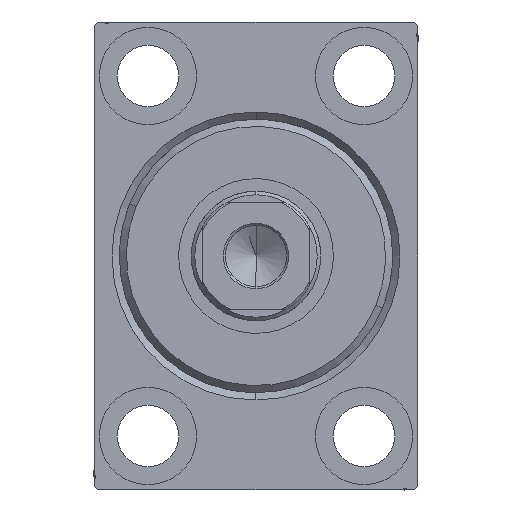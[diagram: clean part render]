
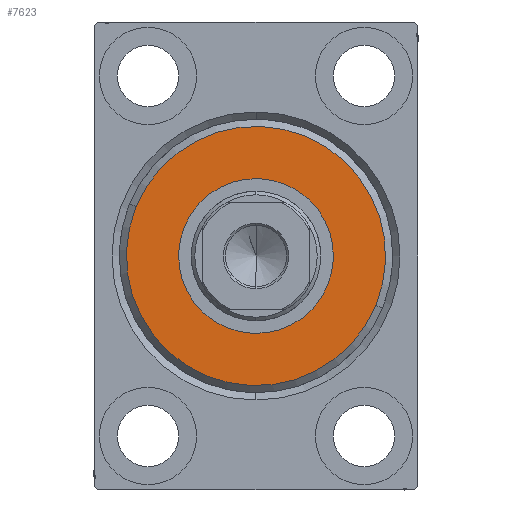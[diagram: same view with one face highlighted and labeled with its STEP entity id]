
A CAD part, left-side view. The second image highlights one B-rep face of the part: STEP entity #7623.
In plain terms, the highlighted face is planar.
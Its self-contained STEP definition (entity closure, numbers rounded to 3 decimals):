
#3835 = DIRECTION ( 'NONE',  ( -1., 0., 0. ) ) ;
#4438 = DIRECTION ( 'NONE',  ( 1., 0., 0. ) ) ;
#4803 = CIRCLE ( 'NONE', #13425, 18. ) ;
#5684 = CARTESIAN_POINT ( 'NONE',  ( 3., 0., 18. ) ) ;
#7575 = CARTESIAN_POINT ( 'NONE',  ( 3., 0., 0. ) ) ;
#7623 = ADVANCED_FACE ( 'NONE', ( #10900, #17840 ), #24572, .T. ) ;
#7946 = AXIS2_PLACEMENT_3D ( 'NONE', #7575, #4438, #21923 ) ;
#8288 = DIRECTION ( 'NONE',  ( -1., 0., 0. ) ) ;
#9050 = EDGE_LOOP ( 'NONE', ( #24534, #14097 ) ) ;
#9862 = ORIENTED_EDGE ( 'NONE', *, *, #26624, .T. ) ;
#10679 = CARTESIAN_POINT ( 'NONE',  ( 3., 0., 0. ) ) ;
#10900 = FACE_OUTER_BOUND ( 'NONE', #9050, .T. ) ;
#13425 = AXIS2_PLACEMENT_3D ( 'NONE', #17627, #43916, #20798 ) ;
#13510 = CIRCLE ( 'NONE', #24260, 10.75 ) ;
#13975 = VERTEX_POINT ( 'NONE', #39119 ) ;
#14097 = ORIENTED_EDGE ( 'NONE', *, *, #27779, .T. ) ;
#14745 = AXIS2_PLACEMENT_3D ( 'NONE', #10679, #31529, #21002 ) ;
#15267 = VERTEX_POINT ( 'NONE', #39900 ) ;
#17243 = AXIS2_PLACEMENT_3D ( 'NONE', #27165, #3835, #20454 ) ;
#17627 = CARTESIAN_POINT ( 'NONE',  ( 3., 0., 0. ) ) ;
#17840 = FACE_BOUND ( 'NONE', #21130, .T. ) ;
#18863 = CARTESIAN_POINT ( 'NONE',  ( 3., 0., -10.75 ) ) ;
#19505 = EDGE_CURVE ( 'NONE', #13975, #39988, #13510, .T. ) ;
#20454 = DIRECTION ( 'NONE',  ( 0., 0., -1. ) ) ;
#20798 = DIRECTION ( 'NONE',  ( 0., 0., -1. ) ) ;
#21002 = DIRECTION ( 'NONE',  ( 0., 0., -1. ) ) ;
#21130 = EDGE_LOOP ( 'NONE', ( #36136, #9862 ) ) ;
#21923 = DIRECTION ( 'NONE',  ( 0., 0., -1. ) ) ;
#24260 = AXIS2_PLACEMENT_3D ( 'NONE', #39018, #8288, #34554 ) ;
#24534 = ORIENTED_EDGE ( 'NONE', *, *, #42472, .T. ) ;
#24572 = PLANE ( 'NONE',  #14745 ) ;
#26624 = EDGE_CURVE ( 'NONE', #39988, #13975, #30857, .T. ) ;
#27165 = CARTESIAN_POINT ( 'NONE',  ( 3., 0., 0. ) ) ;
#27267 = CIRCLE ( 'NONE', #7946, 18. ) ;
#27779 = EDGE_CURVE ( 'NONE', #15267, #44074, #4803, .T. ) ;
#30857 = CIRCLE ( 'NONE', #17243, 10.75 ) ;
#31529 = DIRECTION ( 'NONE',  ( 1., 0., 0. ) ) ;
#34554 = DIRECTION ( 'NONE',  ( 0., 0., -1. ) ) ;
#36136 = ORIENTED_EDGE ( 'NONE', *, *, #19505, .T. ) ;
#39018 = CARTESIAN_POINT ( 'NONE',  ( 3., 0., 0. ) ) ;
#39119 = CARTESIAN_POINT ( 'NONE',  ( 3., 0., 10.75 ) ) ;
#39900 = CARTESIAN_POINT ( 'NONE',  ( 3., 0., -18. ) ) ;
#39988 = VERTEX_POINT ( 'NONE', #18863 ) ;
#42472 = EDGE_CURVE ( 'NONE', #44074, #15267, #27267, .T. ) ;
#43916 = DIRECTION ( 'NONE',  ( 1., 0., 0. ) ) ;
#44074 = VERTEX_POINT ( 'NONE', #5684 ) ;
